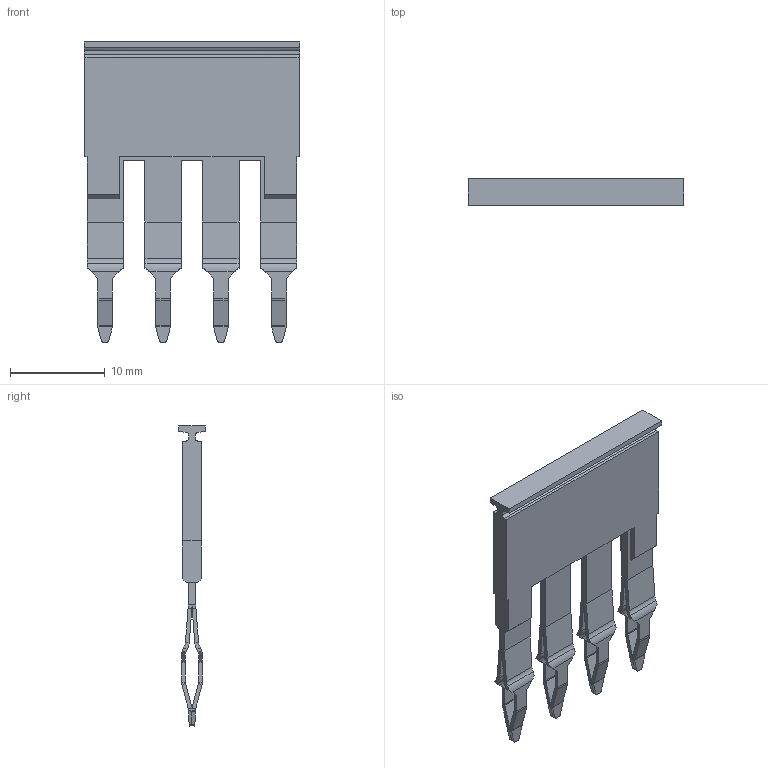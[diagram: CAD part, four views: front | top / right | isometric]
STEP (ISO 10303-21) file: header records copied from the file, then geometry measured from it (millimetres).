
FILE_DESCRIPTION(('CATIA V5R22 STEP214','CAx-IF Rec.Pracs.--- Model Styling and Organization---1.4--- 2014-01-23'),'2;1');
FILE_NAME ('017013-10_0', '2021-05-06T09:17:32+00:00', ('Weidmueller Interface'), ('Weidmueller'), 'CATIA Version 5-6 Release 2016 SP3 HF44', 'CATIA V5 STEP AP214', 'none');
FILE_SCHEMA(('AUTOMOTIVE_DESIGN { 1 0 10303 214 1 1 1 1 }'));
Length unit declared in the file: millimetre
Products named in the file (1): ZQV 4/4
Bounding box: 22.7 x 2.8 x 31.6 mm (x, y, z)
Volume: 753.1 mm3; surface area: 1640.5 mm2
Topology: 2 solids, 2 shells, 344 faces, 904 edges, 556 vertices
Faces by surface type: plane 252, cylinder 72, bspline 16, extrusion 4
Entity records: 9589 total; most frequent: CARTESIAN_POINT 2037, ORIENTED_EDGE 1808, DIRECTION 1139, EDGE_CURVE 904, VECTOR 695, LINE 691, VERTEX_POINT 556, ADVANCED_FACE 344
